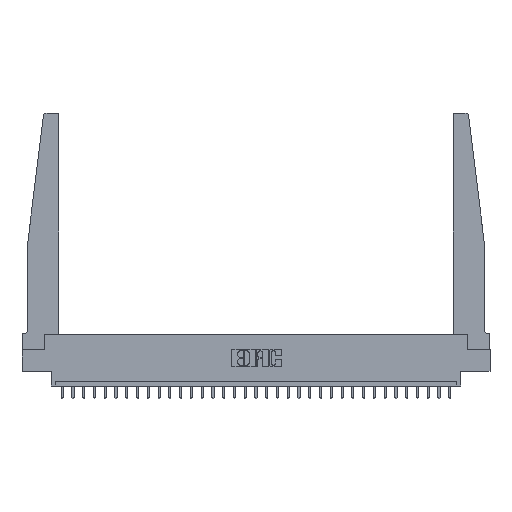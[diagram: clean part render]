
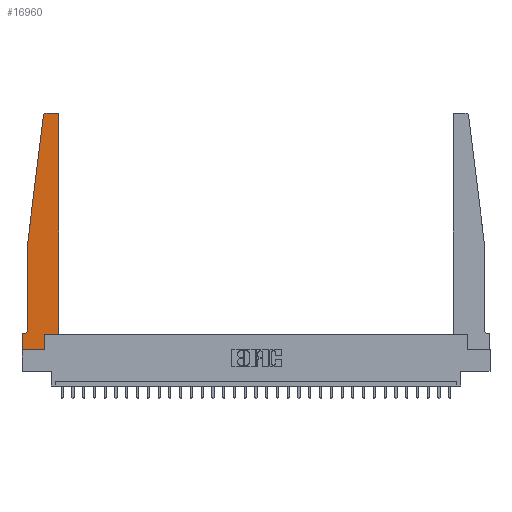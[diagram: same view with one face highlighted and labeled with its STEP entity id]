
A CAD part, top view. The second image highlights one B-rep face of the part: STEP entity #16960.
In plain terms, the highlighted planar face has unit normal (0, 0, 1).
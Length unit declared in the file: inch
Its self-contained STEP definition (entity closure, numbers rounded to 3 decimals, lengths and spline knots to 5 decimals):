
#565 = LINE ( 'NONE', #20005, #19244 ) ;
#594 = CARTESIAN_POINT ( 'NONE',  ( 0.065, 0.2375, 0.37 ) ) ;
#1844 = VECTOR ( 'NONE', #14572, 39.37008 ) ;
#1921 = LINE ( 'NONE', #19009, #1844 ) ;
#2258 = DIRECTION ( 'NONE',  ( -0.122, -0.992, 0. ) ) ;
#2995 = EDGE_CURVE ( 'NONE', #23892, #14802, #25756, .T. ) ;
#3328 = EDGE_CURVE ( 'NONE', #12089, #17692, #28760, .T. ) ;
#3778 = AXIS2_PLACEMENT_3D ( 'NONE', #8708, #11339, #22384 ) ;
#4544 = ORIENTED_EDGE ( 'NONE', *, *, #3328, .T. ) ;
#5682 = CIRCLE ( 'NONE', #9381, 0.03 ) ;
#5814 = CARTESIAN_POINT ( 'NONE',  ( 0.425, 2.72, 0.37 ) ) ;
#6196 = CIRCLE ( 'NONE', #3778, 0.03 ) ;
#6272 = LINE ( 'NONE', #11055, #8011 ) ;
#6503 = CARTESIAN_POINT ( 'NONE',  ( 0.425, 0.18, 0.37 ) ) ;
#6740 = DIRECTION ( 'NONE',  ( 0., 1., 0. ) ) ;
#6886 = EDGE_CURVE ( 'NONE', #14904, #24999, #23020, .T. ) ;
#7122 = EDGE_CURVE ( 'NONE', #8119, #12089, #1921, .T. ) ;
#7537 = VERTEX_POINT ( 'NONE', #25092 ) ;
#7768 = CARTESIAN_POINT ( 'NONE',  ( 0.24675, 2.72367, 0.37 ) ) ;
#8011 = VECTOR ( 'NONE', #17823, 39.37008 ) ;
#8119 = VERTEX_POINT ( 'NONE', #19657 ) ;
#8502 = ORIENTED_EDGE ( 'NONE', *, *, #11462, .T. ) ;
#8708 = CARTESIAN_POINT ( 'NONE',  ( 0.395, 2.72, 0.37 ) ) ;
#8725 = PLANE ( 'NONE',  #9163 ) ;
#8793 = CARTESIAN_POINT ( 'NONE',  ( 0.27653, 2.75, 0.37 ) ) ;
#9062 = ORIENTED_EDGE ( 'NONE', *, *, #19814, .T. ) ;
#9163 = AXIS2_PLACEMENT_3D ( 'NONE', #21961, #28426, #26111 ) ;
#9216 = EDGE_CURVE ( 'NONE', #14802, #20975, #5682, .T. ) ;
#9319 = EDGE_CURVE ( 'NONE', #28504, #9795, #565, .T. ) ;
#9381 = AXIS2_PLACEMENT_3D ( 'NONE', #21112, #9908, #27716 ) ;
#9543 = CARTESIAN_POINT ( 'NONE',  ( 0.395, 2.75, 0.37 ) ) ;
#9607 = EDGE_CURVE ( 'NONE', #11048, #14904, #6272, .T. ) ;
#9670 = VECTOR ( 'NONE', #11032, 39.37008 ) ;
#9795 = VERTEX_POINT ( 'NONE', #5814 ) ;
#9908 = DIRECTION ( 'NONE',  ( 0., 0., 1. ) ) ;
#10083 = LINE ( 'NONE', #25854, #18408 ) ;
#10257 = CARTESIAN_POINT ( 'NONE',  ( 0.25, 2.75, 0.37 ) ) ;
#11032 = DIRECTION ( 'NONE',  ( 0., -1., 0. ) ) ;
#11048 = VERTEX_POINT ( 'NONE', #26113 ) ;
#11055 = CARTESIAN_POINT ( 'NONE',  ( 0.065, 1.25, 0.37 ) ) ;
#11131 = DIRECTION ( 'NONE',  ( 0., 1., 0. ) ) ;
#11339 = DIRECTION ( 'NONE',  ( 0., 0., 1. ) ) ;
#11462 = EDGE_CURVE ( 'NONE', #24999, #7537, #10083, .T. ) ;
#12089 = VERTEX_POINT ( 'NONE', #18017 ) ;
#12218 = ORIENTED_EDGE ( 'NONE', *, *, #7122, .T. ) ;
#13214 = VECTOR ( 'NONE', #19240, 39.37008 ) ;
#13406 = VECTOR ( 'NONE', #2258, 39.37008 ) ;
#13853 = ORIENTED_EDGE ( 'NONE', *, *, #2995, .T. ) ;
#14572 = DIRECTION ( 'NONE',  ( 1., 0., 0. ) ) ;
#14802 = VERTEX_POINT ( 'NONE', #8793 ) ;
#14904 = VERTEX_POINT ( 'NONE', #594 ) ;
#15166 = FACE_OUTER_BOUND ( 'NONE', #25536, .T. ) ;
#15434 = CARTESIAN_POINT ( 'NONE',  ( 0., 0., 0.37 ) ) ;
#16118 = ORIENTED_EDGE ( 'NONE', *, *, #9607, .T. ) ;
#16960 = ADVANCED_FACE ( 'NONE', ( #15166 ), #8725, .T. ) ;
#17175 = ORIENTED_EDGE ( 'NONE', *, *, #21057, .T. ) ;
#17241 = DIRECTION ( 'NONE',  ( 0., 0., -1. ) ) ;
#17264 = VECTOR ( 'NONE', #21844, 39.37008 ) ;
#17412 = CARTESIAN_POINT ( 'NONE',  ( 0.425, 0.18, 0.37 ) ) ;
#17692 = VERTEX_POINT ( 'NONE', #26184 ) ;
#17823 = DIRECTION ( 'NONE',  ( 0., -1., 0. ) ) ;
#18017 = CARTESIAN_POINT ( 'NONE',  ( 0.2605, 0., 0.37 ) ) ;
#18167 = EDGE_CURVE ( 'NONE', #20975, #11048, #26936, .T. ) ;
#18408 = VECTOR ( 'NONE', #23655, 39.37008 ) ;
#18688 = VECTOR ( 'NONE', #6740, 39.37008 ) ;
#18692 = ORIENTED_EDGE ( 'NONE', *, *, #9216, .T. ) ;
#18838 = AXIS2_PLACEMENT_3D ( 'NONE', #25383, #17241, #25966 ) ;
#19009 = CARTESIAN_POINT ( 'NONE',  ( 0., 0., 0.37 ) ) ;
#19240 = DIRECTION ( 'NONE',  ( -1., 0., 0. ) ) ;
#19244 = VECTOR ( 'NONE', #11131, 39.37008 ) ;
#19657 = CARTESIAN_POINT ( 'NONE',  ( 0., 0., 0.37 ) ) ;
#19814 = EDGE_CURVE ( 'NONE', #7537, #8119, #26656, .T. ) ;
#20005 = CARTESIAN_POINT ( 'NONE',  ( 0.425, 0.18, 0.37 ) ) ;
#20894 = ORIENTED_EDGE ( 'NONE', *, *, #24439, .T. ) ;
#20975 = VERTEX_POINT ( 'NONE', #7768 ) ;
#21057 = EDGE_CURVE ( 'NONE', #17692, #28504, #24370, .T. ) ;
#21112 = CARTESIAN_POINT ( 'NONE',  ( 0.27653, 2.72, 0.37 ) ) ;
#21844 = DIRECTION ( 'NONE',  ( 1., 0., 0. ) ) ;
#21961 = CARTESIAN_POINT ( 'NONE',  ( 0., 0.1875, 0.37 ) ) ;
#22384 = DIRECTION ( 'NONE',  ( 1., 0., 0. ) ) ;
#22682 = ORIENTED_EDGE ( 'NONE', *, *, #6886, .T. ) ;
#22922 = ORIENTED_EDGE ( 'NONE', *, *, #18167, .T. ) ;
#23020 = CIRCLE ( 'NONE', #18838, 0.05 ) ;
#23655 = DIRECTION ( 'NONE',  ( -1., 0., 0. ) ) ;
#23892 = VERTEX_POINT ( 'NONE', #9543 ) ;
#24370 = LINE ( 'NONE', #17412, #17264 ) ;
#24439 = EDGE_CURVE ( 'NONE', #9795, #23892, #6196, .T. ) ;
#24534 = CARTESIAN_POINT ( 'NONE',  ( 0.2605, 0.18, 0.37 ) ) ;
#24999 = VERTEX_POINT ( 'NONE', #28993 ) ;
#25092 = CARTESIAN_POINT ( 'NONE',  ( 0., 0.1875, 0.37 ) ) ;
#25383 = CARTESIAN_POINT ( 'NONE',  ( 0.015, 0.2375, 0.37 ) ) ;
#25536 = EDGE_LOOP ( 'NONE', ( #13853, #18692, #22922, #16118, #22682, #8502, #9062, #12218, #4544, #17175, #28778, #20894 ) ) ;
#25756 = LINE ( 'NONE', #10257, #13214 ) ;
#25854 = CARTESIAN_POINT ( 'NONE',  ( 0.065, 0.1875, 0.37 ) ) ;
#25966 = DIRECTION ( 'NONE',  ( -1., 0., 0. ) ) ;
#26111 = DIRECTION ( 'NONE',  ( 1., 0., 0. ) ) ;
#26113 = CARTESIAN_POINT ( 'NONE',  ( 0.065, 1.25, 0.37 ) ) ;
#26184 = CARTESIAN_POINT ( 'NONE',  ( 0.2605, 0.18, 0.37 ) ) ;
#26656 = LINE ( 'NONE', #15434, #9670 ) ;
#26936 = LINE ( 'NONE', #27519, #13406 ) ;
#27519 = CARTESIAN_POINT ( 'NONE',  ( 0.065, 1.25, 0.37 ) ) ;
#27716 = DIRECTION ( 'NONE',  ( 1., 0., 0. ) ) ;
#28426 = DIRECTION ( 'NONE',  ( 0., 0., 1. ) ) ;
#28504 = VERTEX_POINT ( 'NONE', #6503 ) ;
#28760 = LINE ( 'NONE', #24534, #18688 ) ;
#28778 = ORIENTED_EDGE ( 'NONE', *, *, #9319, .T. ) ;
#28993 = CARTESIAN_POINT ( 'NONE',  ( 0.015, 0.1875, 0.37 ) ) ;
